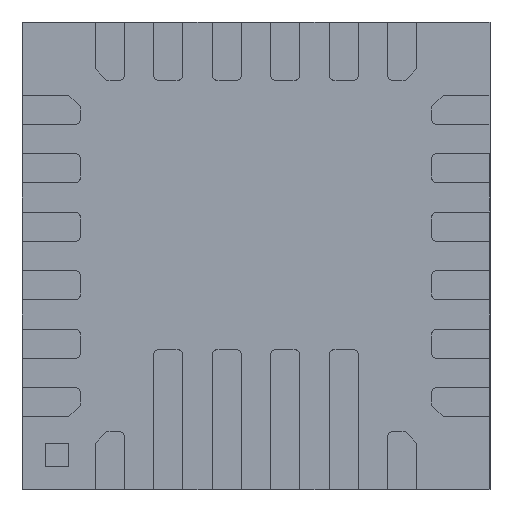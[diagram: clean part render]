
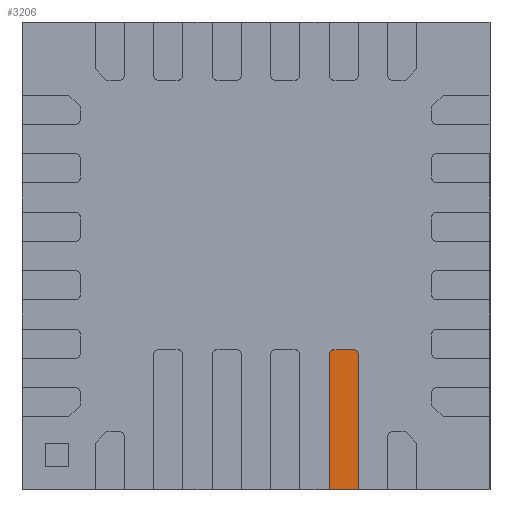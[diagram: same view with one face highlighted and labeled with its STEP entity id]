
A CAD part, front view. The second image highlights one B-rep face of the part: STEP entity #3206.
In plain terms, the highlighted planar face has unit normal (0, -1, 0).
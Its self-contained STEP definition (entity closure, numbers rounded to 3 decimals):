
#254 = DIRECTION ( 'NONE',  ( 0., 0., -1. ) ) ;
#312 = EDGE_CURVE ( 'NONE', #10060, #7203, #4343, .T. ) ;
#1398 = AXIS2_PLACEMENT_3D ( 'NONE', #10127, #6654, #9263 ) ;
#1683 = VERTEX_POINT ( 'NONE', #7010 ) ;
#1695 = VERTEX_POINT ( 'NONE', #8434 ) ;
#1970 = EDGE_CURVE ( 'NONE', #1683, #9983, #7890, .T. ) ;
#2244 = CARTESIAN_POINT ( 'NONE',  ( 0.875, 0., -2. ) ) ;
#2498 = CARTESIAN_POINT ( 'NONE',  ( 0.875, 0., -2. ) ) ;
#2557 = EDGE_CURVE ( 'NONE', #1695, #2589, #7469, .T. ) ;
#2589 = VERTEX_POINT ( 'NONE', #4767 ) ;
#2678 = AXIS2_PLACEMENT_3D ( 'NONE', #3007, #8154, #3043 ) ;
#2935 = VECTOR ( 'NONE', #254, 1000. ) ;
#3007 = CARTESIAN_POINT ( 'NONE',  ( 0.675, 0., -0.85 ) ) ;
#3043 = DIRECTION ( 'NONE',  ( 0., 0., 1. ) ) ;
#3206 = ADVANCED_FACE ( 'NONE', ( #5818 ), #4958, .F. ) ;
#3333 = EDGE_CURVE ( 'NONE', #7203, #1695, #9888, .T. ) ;
#3380 = CARTESIAN_POINT ( 'NONE',  ( 0.625, 0., -1.55 ) ) ;
#4110 = CARTESIAN_POINT ( 'NONE',  ( 0.625, 0., -2. ) ) ;
#4343 = LINE ( 'NONE', #2244, #6487 ) ;
#4429 = ORIENTED_EDGE ( 'NONE', *, *, #3333, .F. ) ;
#4767 = CARTESIAN_POINT ( 'NONE',  ( 0.675, 0., -0.8 ) ) ;
#4958 = PLANE ( 'NONE',  #1398 ) ;
#5111 = VECTOR ( 'NONE', #10837, 1000. ) ;
#5319 = ORIENTED_EDGE ( 'NONE', *, *, #312, .F. ) ;
#5369 = DIRECTION ( 'NONE',  ( 0., 0., 1. ) ) ;
#5557 = EDGE_CURVE ( 'NONE', #2589, #1683, #7001, .T. ) ;
#5660 = DIRECTION ( 'NONE',  ( -1., 0., 0. ) ) ;
#5818 = FACE_OUTER_BOUND ( 'NONE', #8864, .T. ) ;
#6155 = CARTESIAN_POINT ( 'NONE',  ( 0.875, 0., -2. ) ) ;
#6480 = CARTESIAN_POINT ( 'NONE',  ( 0.675, 0., -0.8 ) ) ;
#6487 = VECTOR ( 'NONE', #5660, 1000. ) ;
#6654 = DIRECTION ( 'NONE',  ( 0., 1., 0. ) ) ;
#6937 = EDGE_CURVE ( 'NONE', #9983, #10060, #9265, .T. ) ;
#7001 = LINE ( 'NONE', #6480, #5111 ) ;
#7010 = CARTESIAN_POINT ( 'NONE',  ( 0.825, 0., -0.8 ) ) ;
#7203 = VERTEX_POINT ( 'NONE', #4110 ) ;
#7270 = ORIENTED_EDGE ( 'NONE', *, *, #6937, .F. ) ;
#7329 = ORIENTED_EDGE ( 'NONE', *, *, #5557, .F. ) ;
#7469 = CIRCLE ( 'NONE', #2678, 0.05 ) ;
#7890 = CIRCLE ( 'NONE', #9384, 0.05 ) ;
#8154 = DIRECTION ( 'NONE',  ( 0., 1., 0. ) ) ;
#8244 = ORIENTED_EDGE ( 'NONE', *, *, #1970, .F. ) ;
#8434 = CARTESIAN_POINT ( 'NONE',  ( 0.625, 0., -0.85 ) ) ;
#8864 = EDGE_LOOP ( 'NONE', ( #5319, #7270, #8244, #7329, #10679, #4429 ) ) ;
#9263 = DIRECTION ( 'NONE',  ( 0., 0., 1. ) ) ;
#9265 = LINE ( 'NONE', #6155, #2935 ) ;
#9384 = AXIS2_PLACEMENT_3D ( 'NONE', #10464, #10538, #5369 ) ;
#9476 = DIRECTION ( 'NONE',  ( 0., 0., 1. ) ) ;
#9888 = LINE ( 'NONE', #3380, #10681 ) ;
#9889 = CARTESIAN_POINT ( 'NONE',  ( 0.875, 0., -0.85 ) ) ;
#9983 = VERTEX_POINT ( 'NONE', #9889 ) ;
#10060 = VERTEX_POINT ( 'NONE', #2498 ) ;
#10127 = CARTESIAN_POINT ( 'NONE',  ( 0.675, 0., -0.85 ) ) ;
#10464 = CARTESIAN_POINT ( 'NONE',  ( 0.825, 0., -0.85 ) ) ;
#10538 = DIRECTION ( 'NONE',  ( 0., 1., 0. ) ) ;
#10679 = ORIENTED_EDGE ( 'NONE', *, *, #2557, .F. ) ;
#10681 = VECTOR ( 'NONE', #9476, 1000. ) ;
#10837 = DIRECTION ( 'NONE',  ( 1., 0., 0. ) ) ;
